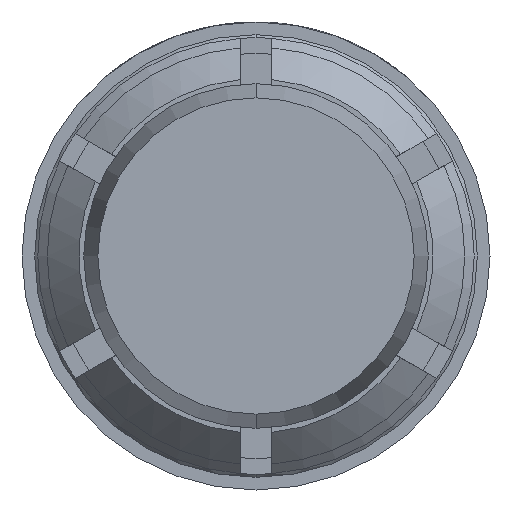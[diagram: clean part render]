
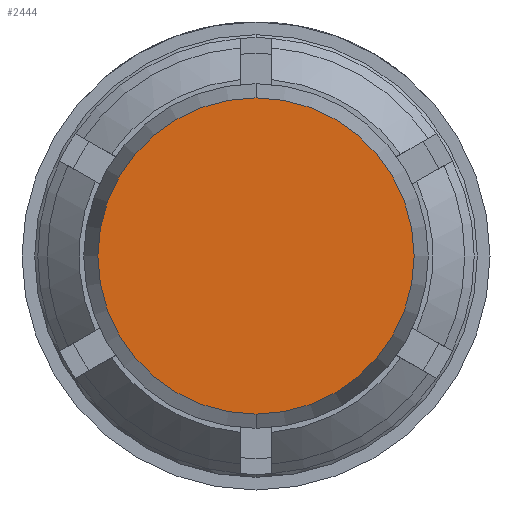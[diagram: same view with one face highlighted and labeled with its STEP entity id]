
A CAD part, front view. The second image highlights one B-rep face of the part: STEP entity #2444.
In plain terms, the highlighted planar face has unit normal (0, -1, 0).
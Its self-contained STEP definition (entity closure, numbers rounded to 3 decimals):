
#142 = CIRCLE ( 'NONE', #2047, 2.5 ) ;
#452 = ORIENTED_EDGE ( 'NONE', *, *, #2571, .F. ) ;
#718 = VERTEX_POINT ( 'NONE', #3326 ) ;
#903 = AXIS2_PLACEMENT_3D ( 'NONE', #3131, #1246, #2770 ) ;
#970 = CARTESIAN_POINT ( 'NONE',  ( 0., -22., 0. ) ) ;
#1246 = DIRECTION ( 'NONE',  ( 0., 1., 0. ) ) ;
#1258 = CARTESIAN_POINT ( 'NONE',  ( 0., -22., 0. ) ) ;
#1580 = AXIS2_PLACEMENT_3D ( 'NONE', #1258, #2832, #4387 ) ;
#2028 = EDGE_CURVE ( 'NONE', #718, #4563, #142, .T. ) ;
#2047 = AXIS2_PLACEMENT_3D ( 'NONE', #970, #4871, #2892 ) ;
#2427 = PLANE ( 'NONE',  #1580 ) ;
#2429 = ORIENTED_EDGE ( 'NONE', *, *, #2028, .F. ) ;
#2444 = ADVANCED_FACE ( 'NONE', ( #4362 ), #2427, .F. ) ;
#2571 = EDGE_CURVE ( 'NONE', #4563, #718, #2646, .T. ) ;
#2646 = CIRCLE ( 'NONE', #903, 2.5 ) ;
#2770 = DIRECTION ( 'NONE',  ( 0., 0., 1. ) ) ;
#2832 = DIRECTION ( 'NONE',  ( 0., 1., 0. ) ) ;
#2892 = DIRECTION ( 'NONE',  ( 0., 0., 1. ) ) ;
#3131 = CARTESIAN_POINT ( 'NONE',  ( 0., -22., 0. ) ) ;
#3326 = CARTESIAN_POINT ( 'NONE',  ( 0., -22., -2.5 ) ) ;
#3817 = CARTESIAN_POINT ( 'NONE',  ( 0., -22., 2.5 ) ) ;
#3910 = EDGE_LOOP ( 'NONE', ( #452, #2429 ) ) ;
#4362 = FACE_OUTER_BOUND ( 'NONE', #3910, .T. ) ;
#4387 = DIRECTION ( 'NONE',  ( 0., 0., 1. ) ) ;
#4563 = VERTEX_POINT ( 'NONE', #3817 ) ;
#4871 = DIRECTION ( 'NONE',  ( 0., 1., 0. ) ) ;
